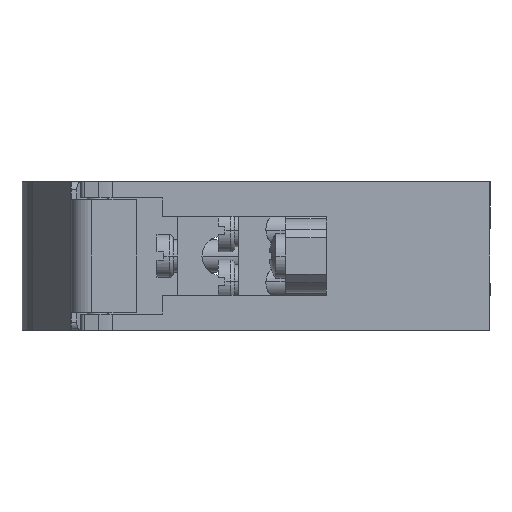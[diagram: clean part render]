
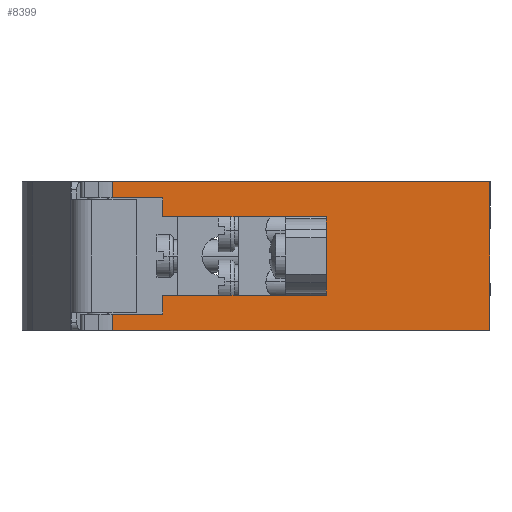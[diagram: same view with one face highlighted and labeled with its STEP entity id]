
A CAD part, left-side view. The second image highlights one B-rep face of the part: STEP entity #8399.
In plain terms, the highlighted planar face has unit normal (-1, 0, 0).
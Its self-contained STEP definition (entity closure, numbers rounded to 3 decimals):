
#730=DIRECTION('',(0.,0.,-1.));
#731=VECTOR('',#730,1.55);
#732=CARTESIAN_POINT('',(-21.,20.,-3.25));
#733=LINE('',#732,#731);
#746=DIRECTION('',(0.,0.,-1.));
#747=VECTOR('',#746,1.55);
#748=CARTESIAN_POINT('',(-21.,20.,4.8));
#749=LINE('',#748,#747);
#1372=DIRECTION('',(0.,0.,1.));
#1373=VECTOR('',#1372,6.5);
#1374=CARTESIAN_POINT('',(-21.,20.,-3.25));
#1375=LINE('',#1374,#1373);
#1376=DIRECTION('',(0.,1.,0.));
#1377=VECTOR('',#1376,6.172);
#1378=CARTESIAN_POINT('',(-21.,40.,7.1));
#1379=LINE('',#1378,#1377);
#1380=DIRECTION('',(0.,0.,1.));
#1381=VECTOR('',#1380,2.);
#1382=CARTESIAN_POINT('',(-21.,46.172,7.1));
#1383=LINE('',#1382,#1381);
#1384=DIRECTION('',(0.,-1.,0.));
#1385=VECTOR('',#1384,46.172);
#1386=CARTESIAN_POINT('',(-21.,46.172,9.1));
#1387=LINE('',#1386,#1385);
#1388=DIRECTION('',(0.,1.,0.));
#1389=VECTOR('',#1388,46.172);
#1390=CARTESIAN_POINT('',(-21.,0.,-9.1));
#1391=LINE('',#1390,#1389);
#1392=DIRECTION('',(0.,-1.,0.));
#1393=VECTOR('',#1392,6.172);
#1394=CARTESIAN_POINT('',(-21.,46.172,-7.1));
#1395=LINE('',#1394,#1393);
#1400=DIRECTION('',(0.,-1.,0.));
#1401=VECTOR('',#1400,20.);
#1402=CARTESIAN_POINT('',(-21.,40.,4.8));
#1403=LINE('',#1402,#1401);
#1412=DIRECTION('',(0.,0.,-1.));
#1413=VECTOR('',#1412,2.3);
#1414=CARTESIAN_POINT('',(-21.,40.,7.1));
#1415=LINE('',#1414,#1413);
#2009=DIRECTION('',(0.,0.,-1.));
#2010=VECTOR('',#2009,2.3);
#2011=CARTESIAN_POINT('',(-21.,40.,-4.8));
#2012=LINE('',#2011,#2010);
#2033=DIRECTION('',(0.,1.,0.));
#2034=VECTOR('',#2033,20.);
#2035=CARTESIAN_POINT('',(-21.,20.,-4.8));
#2036=LINE('',#2035,#2034);
#2037=DIRECTION('',(0.,0.,-1.));
#2038=VECTOR('',#2037,2.);
#2039=CARTESIAN_POINT('',(-21.,46.172,-7.1));
#2040=LINE('',#2039,#2038);
#3623=DIRECTION('',(0.,0.,1.));
#3624=VECTOR('',#3623,18.2);
#3625=CARTESIAN_POINT('',(-21.,0.,-9.1));
#3626=LINE('',#3625,#3624);
#5077=CARTESIAN_POINT('',(-21.,46.172,-9.1));
#5078=VERTEX_POINT('',#5077);
#5079=CARTESIAN_POINT('',(-21.,0.,-9.1));
#5080=VERTEX_POINT('',#5079);
#5115=CARTESIAN_POINT('',(-21.,46.172,-7.1));
#5117=VERTEX_POINT('',#5115);
#5193=CARTESIAN_POINT('',(-21.,0.,9.1));
#5194=VERTEX_POINT('',#5193);
#5195=CARTESIAN_POINT('',(-21.,46.172,9.1));
#5196=VERTEX_POINT('',#5195);
#5241=CARTESIAN_POINT('',(-21.,46.172,7.1));
#5242=VERTEX_POINT('',#5241);
#5244=CARTESIAN_POINT('',(-21.,40.,7.1));
#5246=VERTEX_POINT('',#5244);
#5255=CARTESIAN_POINT('',(-21.,40.,-7.1));
#5256=VERTEX_POINT('',#5255);
#5257=CARTESIAN_POINT('',(-21.,40.,-4.8));
#5258=VERTEX_POINT('',#5257);
#5259=CARTESIAN_POINT('',(-21.,20.,-4.8));
#5260=VERTEX_POINT('',#5259);
#5261=CARTESIAN_POINT('',(-21.,40.,4.8));
#5262=CARTESIAN_POINT('',(-21.,20.,4.8));
#5263=VERTEX_POINT('',#5261);
#5264=VERTEX_POINT('',#5262);
#6245=CARTESIAN_POINT('',(-21.,20.,-3.25));
#6246=CARTESIAN_POINT('',(-21.,20.,3.25));
#6247=VERTEX_POINT('',#6245);
#6248=VERTEX_POINT('',#6246);
#8367=CARTESIAN_POINT('',(-21.,23.086,0.));
#8368=DIRECTION('',(1.,0.,0.));
#8369=DIRECTION('',(0.,-1.,0.));
#8370=AXIS2_PLACEMENT_3D('',#8367,#8368,#8369);
#8371=PLANE('',#8370);
#8372=ORIENTED_EDGE('',*,*,#8353,.T.);
#8373=ORIENTED_EDGE('',*,*,#7393,.F.);
#8375=ORIENTED_EDGE('',*,*,#8374,.F.);
#8377=ORIENTED_EDGE('',*,*,#8376,.F.);
#8379=ORIENTED_EDGE('',*,*,#8378,.T.);
#8381=ORIENTED_EDGE('',*,*,#8380,.T.);
#8383=ORIENTED_EDGE('',*,*,#8382,.T.);
#8385=ORIENTED_EDGE('',*,*,#8384,.F.);
#8387=ORIENTED_EDGE('',*,*,#8386,.T.);
#8389=ORIENTED_EDGE('',*,*,#8388,.F.);
#8391=ORIENTED_EDGE('',*,*,#8390,.T.);
#8393=ORIENTED_EDGE('',*,*,#8392,.F.);
#8395=ORIENTED_EDGE('',*,*,#8394,.F.);
#8396=ORIENTED_EDGE('',*,*,#7377,.F.);
#8397=EDGE_LOOP('',(#8372,#8373,#8375,#8377,#8379,#8381,#8383,#8385,#8387,#8389,
#8391,#8393,#8395,#8396));
#8398=FACE_OUTER_BOUND('',#8397,.F.);
#7377=EDGE_CURVE('',#6247,#5260,#733,.T.);
#7393=EDGE_CURVE('',#5264,#6248,#749,.T.);
#8353=EDGE_CURVE('',#6247,#6248,#1375,.T.);
#8374=EDGE_CURVE('',#5263,#5264,#1403,.T.);
#8376=EDGE_CURVE('',#5246,#5263,#1415,.T.);
#8378=EDGE_CURVE('',#5246,#5242,#1379,.T.);
#8380=EDGE_CURVE('',#5242,#5196,#1383,.T.);
#8382=EDGE_CURVE('',#5196,#5194,#1387,.T.);
#8384=EDGE_CURVE('',#5080,#5194,#3626,.T.);
#8386=EDGE_CURVE('',#5080,#5078,#1391,.T.);
#8388=EDGE_CURVE('',#5117,#5078,#2040,.T.);
#8390=EDGE_CURVE('',#5117,#5256,#1395,.T.);
#8392=EDGE_CURVE('',#5258,#5256,#2012,.T.);
#8394=EDGE_CURVE('',#5260,#5258,#2036,.T.);
#8399=ADVANCED_FACE('',(#8398),#8371,.F.);
